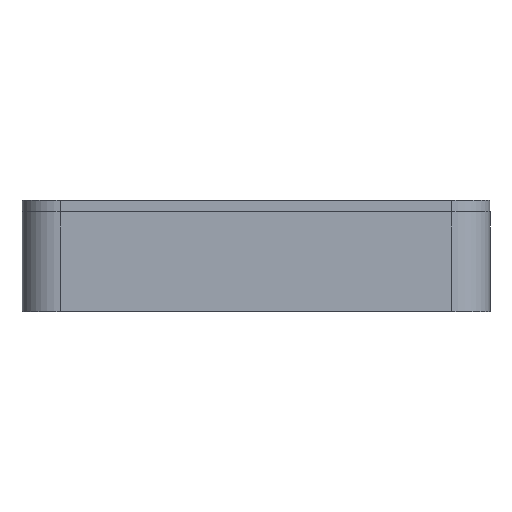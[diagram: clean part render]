
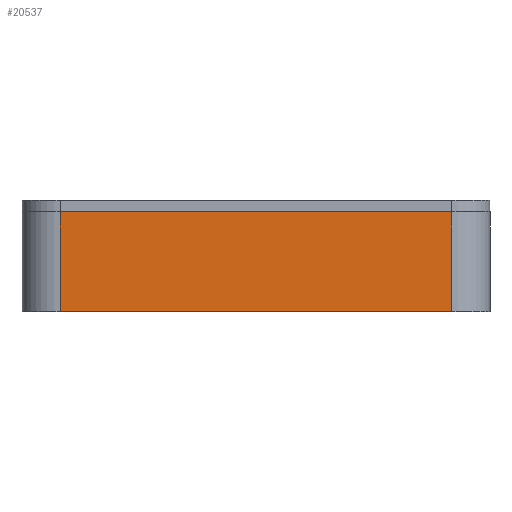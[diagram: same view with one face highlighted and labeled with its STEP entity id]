
A CAD part, front view. The second image highlights one B-rep face of the part: STEP entity #20537.
In plain terms, the highlighted planar face has unit normal (0, -1, 0).
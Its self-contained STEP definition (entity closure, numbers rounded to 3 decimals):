
#1790=FACE_OUTER_BOUND('',#2459,.T.);
#2459=EDGE_LOOP('',(#15417,#15418,#15419,#15420));
#3154=LINE('',#26188,#5825);
#3155=LINE('',#26191,#5826);
#3167=LINE('',#26229,#5838);
#3168=LINE('',#26230,#5839);
#5825=VECTOR('',#22127,10.);
#5826=VECTOR('',#22130,10.);
#5838=VECTOR('',#22158,10.);
#5839=VECTOR('',#22159,10.);
#8525=VERTEX_POINT('',#26181);
#8528=VERTEX_POINT('',#26186);
#8529=VERTEX_POINT('',#26190);
#8547=VERTEX_POINT('',#26228);
#11680=EDGE_CURVE('',#8528,#8525,#3154,.T.);
#11681=EDGE_CURVE('',#8525,#8529,#3155,.T.);
#11700=EDGE_CURVE('',#8547,#8528,#3167,.T.);
#11701=EDGE_CURVE('',#8529,#8547,#3168,.T.);
#15417=ORIENTED_EDGE('',*,*,#11680,.F.);
#15418=ORIENTED_EDGE('',*,*,#11700,.F.);
#15419=ORIENTED_EDGE('',*,*,#11701,.F.);
#15420=ORIENTED_EDGE('',*,*,#11681,.F.);
#20238=PLANE('',#21262);
#20537=ADVANCED_FACE('',(#1790),#20238,.T.);
#21262=AXIS2_PLACEMENT_3D('',#26227,#22156,#22157);
#22127=DIRECTION('',(0.,0.,1.));
#22130=DIRECTION('',(1.,0.,0.));
#22156=DIRECTION('center_axis',(0.,-1.,0.));
#22157=DIRECTION('ref_axis',(1.,0.,0.));
#22158=DIRECTION('',(-1.,0.,0.));
#22159=DIRECTION('',(0.,0.,-1.));
#26181=CARTESIAN_POINT('',(-56.106,-18.177,13.));
#26186=CARTESIAN_POINT('',(-56.106,-18.177,0.));
#26188=CARTESIAN_POINT('',(-56.106,-18.177,0.));
#26190=CARTESIAN_POINT('',(-5.106,-18.177,13.));
#26191=CARTESIAN_POINT('',(-0.106,-18.177,13.));
#26227=CARTESIAN_POINT('Origin',(-61.106,-18.177,0.));
#26228=CARTESIAN_POINT('',(-5.106,-18.177,0.));
#26229=CARTESIAN_POINT('',(-0.106,-18.177,0.));
#26230=CARTESIAN_POINT('',(-5.106,-18.177,0.));
